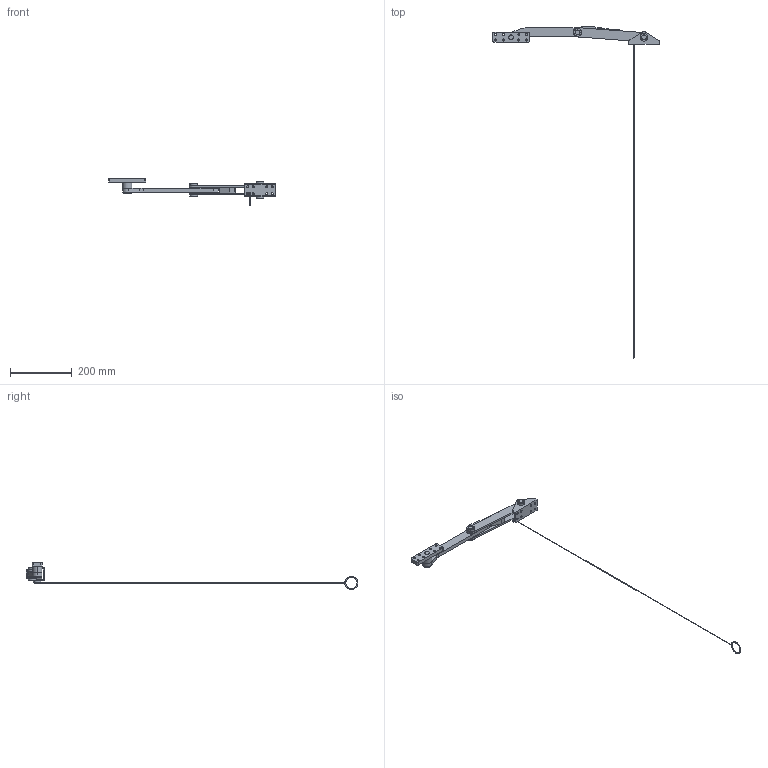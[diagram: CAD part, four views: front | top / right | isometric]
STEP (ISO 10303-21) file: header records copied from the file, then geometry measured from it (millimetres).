
FILE_DESCRIPTION (( 'STEP AP203' ), '1' );
FILE_NAME ('B-1456-W-2-L.STEP', '2022-06-21T05:52:53', ( '' ), ( '' ), 'SwSTEP 2.0', 'SolidWorks 2021', '' );
FILE_SCHEMA (( 'CONFIG_CONTROL_DESIGN' ));
Length unit declared in the file: millimetre
Products named in the file (17): B-1456-W-2-L_軸ピン止め_; B-1456-W-2-L_僇儔乕B_; B-1456-W-2-L_ストッパー_; B-1456-W-2-L_儚僢僔儍乕B_; B-1456-W-2-L_幉僺儞B_; B-1456-W-2-L; B-1456-W-2-L_幉僺儞A_; B-1456-W-2-L_幉僺儞C_; B-1456-W-2-L_ワイヤー_; B-1456-W-2-L_僇儔乕A_; B-1456-W-2-L_僽儔働僢僩A_; B-1456-W-2-L_傾乕儉B-2_; B-1456-W-2-L_儚僢僔儍乕A_; B-1456-W-2-L_傾乕儉A_; B-1456-W-2-L_アーム用板材_; B-1456-W-2-L_傾乕儉B-1_; B-1456-W-2-L_僽儔働僢僩B_
Assembly tree (19 placements, depth 2):
  B-1456-W-2-L
    B-1456-W-2-L_僽儔働僢僩B_
    B-1456-W-2-L_僇儔乕B_
    B-1456-W-2-L_幉僺儞C_
    B-1456-W-2-L_傾乕儉A_
    B-1456-W-2-L_儚僢僔儍乕B_  x2
    B-1456-W-2-L_傾乕儉B-1_
    B-1456-W-2-L_傾乕儉B-2_
    B-1456-W-2-L_幉僺儞B_
    B-1456-W-2-L_僽儔働僢僩A_
    B-1456-W-2-L_儚僢僔儍乕A_  x2
    B-1456-W-2-L_僇儔乕A_
    B-1456-W-2-L_幉僺儞A_
    B-1456-W-2-L_軸ピン止め_  x2
    B-1456-W-2-L_アーム用板材_
    B-1456-W-2-L_ストッパー_
    B-1456-W-2-L_ワイヤー_
Bounding box: 539.39 x 1073.42 x 87.35 mm (x, y, z)
Volume: 352681.4 mm3; surface area: 137777 mm2
Topology: 19 solids, 19 shells, 227 faces, 552 edges, 365 vertices
Faces by surface type: cylinder 132, plane 89, torus 6
Entity records: 8369 total; most frequent: DIRECTION 1222, CARTESIAN_POINT 1120, ORIENTED_EDGE 1032, EDGE_CURVE 516, AXIS2_PLACEMENT_3D 479, VERTEX_POINT 341, EDGE_LOOP 277, LINE 264
